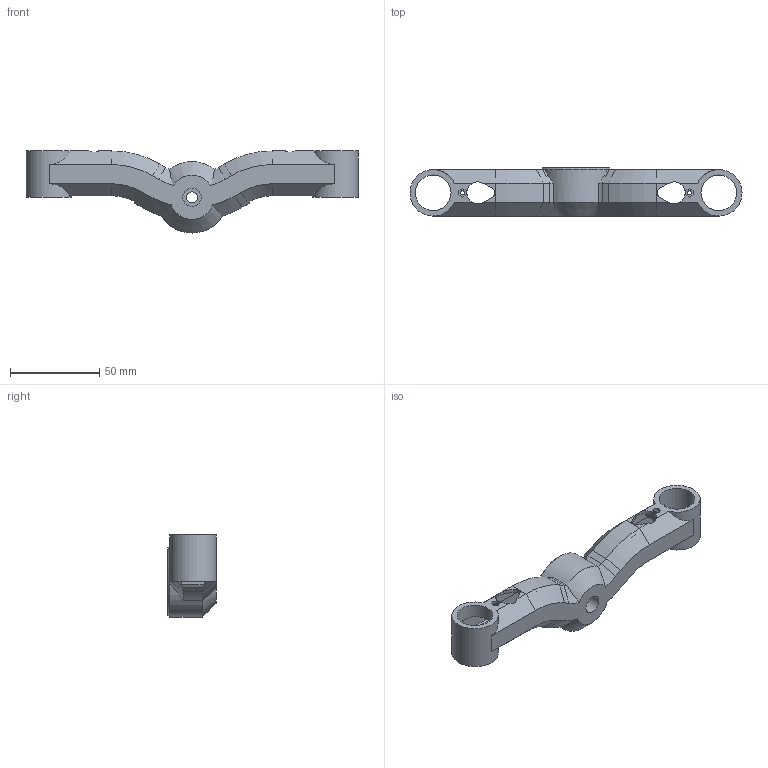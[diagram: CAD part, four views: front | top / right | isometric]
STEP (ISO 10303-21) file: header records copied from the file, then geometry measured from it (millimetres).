
FILE_DESCRIPTION(/* description */ ('STEP AP242','CAx-IF Rec.Pracs.---Representation and Presentation of Product Manufacturing Information (PMI)---4.0---2014-10-13','CAx-IF Rec.Pracs.---3D Tessellated Geometry---0.4---2014-09-14','2;1'),/* implementation_level */ '2;1');
FILE_NAME(/* name */ '626282d44fc8d629c9fa2688',/* time_stamp */ '2022-04-22T10:26:29+00:00',/* author */ (''),/* organization */ (''),/* preprocessor_version */ 'ST-DEVELOPER v18.101',/* originating_system */ ' ',/* authorisation */ ' ');
FILE_SCHEMA (('AP242_MANAGED_MODEL_BASED_3D_ENGINEERING_MIM_LF { 1 0 10303 442 1 1 4 }'));
Length unit declared in the file: metre
Products named in the file (1): underarm
Bounding box: 186 x 27 x 46 mm (x, y, z)
Volume: 58357 mm3; surface area: 29814.8 mm2
Topology: 1 solids, 1 shells, 217 faces, 590 edges, 369 vertices
Faces by surface type: plane 134, cone 41, cylinder 38, bspline 4
Full cylindrical faces by diameter (mm): 2.3 x2, 6.3 x1, 10.3 x1, 20 x2
Entity records: 6734 total; most frequent: CARTESIAN_POINT 1300, ORIENTED_EDGE 1142, DIRECTION 1108, EDGE_CURVE 571, LINE 370, VECTOR 370, AXIS2_PLACEMENT_3D 369, VERTEX_POINT 359
